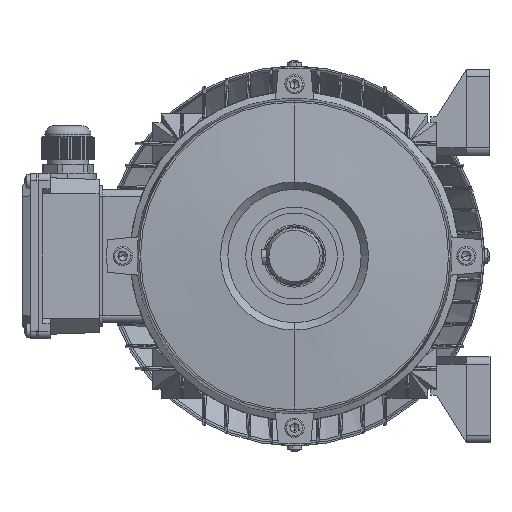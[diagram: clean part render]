
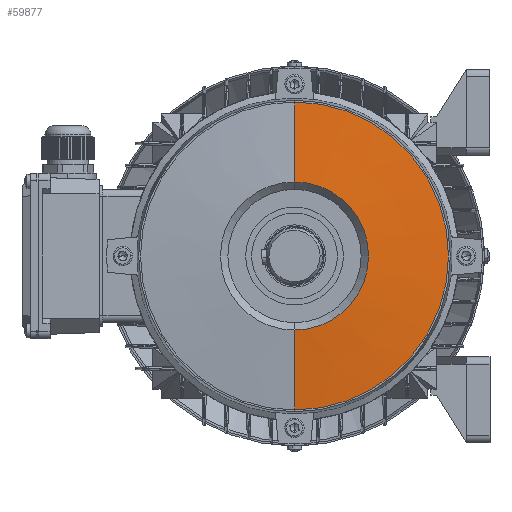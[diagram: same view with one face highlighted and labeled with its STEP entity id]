
A CAD part, left-side view. The second image highlights one B-rep face of the part: STEP entity #59877.
In plain terms, the highlighted conical face has half-angle 85 degrees and reference radius 104 mm.
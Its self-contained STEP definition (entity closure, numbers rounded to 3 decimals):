
#57478 = VERTEX_POINT ( 'NONE', #107416 ) ;
#57489 = VERTEX_POINT ( 'NONE', #107404 ) ;
#57562 = VERTEX_POINT ( 'NONE', #107485 ) ;
#57564 = VERTEX_POINT ( 'NONE', #107484 ) ;
#57573 = EDGE_CURVE ( 'NONE', #57562, #57489, #107477, .T. ) ;
#57585 = EDGE_CURVE ( 'NONE', #57564, #57478, #107473, .T. ) ;
#57656 = EDGE_CURVE ( 'NONE', #57564, #57562, #107599, .T. ) ;
#59760 = EDGE_LOOP ( 'NONE', ( #59763, #59765, #59767, #59769 ) ) ;
#59763 = ORIENTED_EDGE ( 'NONE', *, *, #57573, .F. ) ;
#59765 = ORIENTED_EDGE ( 'NONE', *, *, #57656, .F. ) ;
#59767 = ORIENTED_EDGE ( 'NONE', *, *, #57585, .T. ) ;
#59769 = ORIENTED_EDGE ( 'NONE', *, *, #59771, .T. ) ;
#59771 = EDGE_CURVE ( 'NONE', #57478, #57489, #109836, .T. ) ;
#59877 = ADVANCED_FACE ( 'NONE', ( #109966 ), #109963, .T. ) ;
#107404 = CARTESIAN_POINT ( 'NONE',  ( 4.724, 0., 104. ) ) ;
#107416 = CARTESIAN_POINT ( 'NONE',  ( 4.724, 0., -104. ) ) ;
#107473 = LINE ( 'NONE', #107539, #107538 ) ;
#107474 = DIRECTION ( 'NONE',  ( 0.087, 0., 0.996 ) ) ;
#107475 = VECTOR ( 'NONE', #107474, 1000. ) ;
#107476 = CARTESIAN_POINT ( 'NONE',  ( 4.724, 0., 104. ) ) ;
#107477 = LINE ( 'NONE', #107476, #107475 ) ;
#107484 = CARTESIAN_POINT ( 'NONE',  ( 0., 0., -50. ) ) ;
#107485 = CARTESIAN_POINT ( 'NONE',  ( 0., 0., 50. ) ) ;
#107537 = DIRECTION ( 'NONE',  ( 0.087, 0., -0.996 ) ) ;
#107538 = VECTOR ( 'NONE', #107537, 1000. ) ;
#107539 = CARTESIAN_POINT ( 'NONE',  ( 4.724, 0., -104. ) ) ;
#107595 = DIRECTION ( 'NONE',  ( 0., 0., 1. ) ) ;
#107596 = DIRECTION ( 'NONE',  ( -1., 0., 0. ) ) ;
#107597 = CARTESIAN_POINT ( 'NONE',  ( 0., 0., 0. ) ) ;
#107598 = AXIS2_PLACEMENT_3D ( 'NONE', #107597, #107596, #107595 ) ;
#107599 = CIRCLE ( 'NONE', #107598, 50. ) ;
#109832 = DIRECTION ( 'NONE',  ( 0., 0., 1. ) ) ;
#109833 = DIRECTION ( 'NONE',  ( -1., 0., 0. ) ) ;
#109834 = CARTESIAN_POINT ( 'NONE',  ( 4.724, 0., 0. ) ) ;
#109835 = AXIS2_PLACEMENT_3D ( 'NONE', #109834, #109833, #109832 ) ;
#109836 = CIRCLE ( 'NONE', #109835, 104. ) ;
#109960 = DIRECTION ( 'NONE',  ( 0., 0., -1. ) ) ;
#109961 = DIRECTION ( 'NONE',  ( 1., 0., 0. ) ) ;
#109962 = AXIS2_PLACEMENT_3D ( 'NONE', #109965, #109961, #109960 ) ;
#109963 = CONICAL_SURFACE ( 'NONE', #109962, 104., 1.484 ) ;
#109965 = CARTESIAN_POINT ( 'NONE',  ( 4.724, 0., 0. ) ) ;
#109966 = FACE_OUTER_BOUND ( 'NONE', #59760, .T. ) ;
